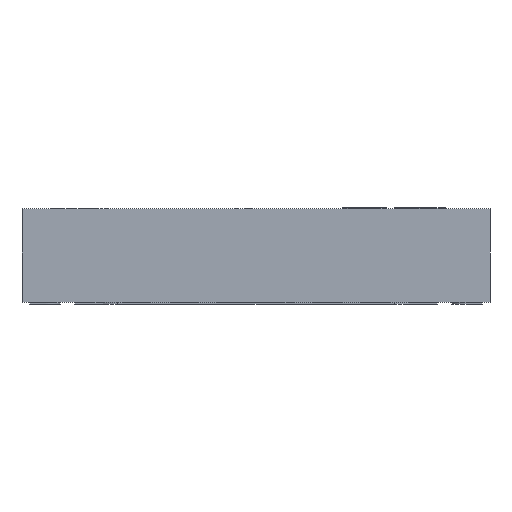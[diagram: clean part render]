
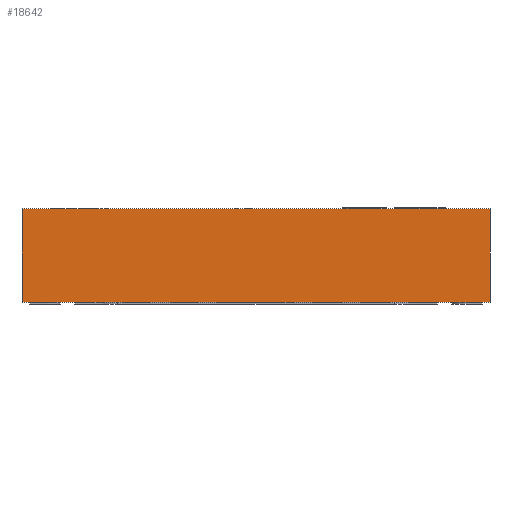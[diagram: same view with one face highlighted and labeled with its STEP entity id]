
A CAD part, front view. The second image highlights one B-rep face of the part: STEP entity #18642.
In plain terms, the highlighted planar face has unit normal (0, -1, 0).
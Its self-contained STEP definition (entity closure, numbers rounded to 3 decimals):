
#1413=FACE_OUTER_BOUND('',#2490,.T.);
#2490=EDGE_LOOP('',(#14828,#14829,#14830,#14831));
#3692=LINE('',#27542,#5591);
#3784=LINE('',#28014,#5683);
#3785=LINE('',#28017,#5684);
#4265=LINE('',#29466,#6164);
#5591=VECTOR('',#22863,1.);
#5683=VECTOR('',#23025,1.);
#5684=VECTOR('',#23028,1.);
#6164=VECTOR('',#24202,1.);
#7738=VERTEX_POINT('',#27535);
#7741=VERTEX_POINT('',#27540);
#7909=VERTEX_POINT('',#28010);
#7911=VERTEX_POINT('',#28016);
#9800=EDGE_CURVE('',#7741,#7738,#3692,.T.);
#9970=EDGE_CURVE('',#7738,#7909,#3784,.T.);
#9971=EDGE_CURVE('',#7911,#7909,#3785,.T.);
#10585=EDGE_CURVE('',#7741,#7911,#4265,.T.);
#14828=ORIENTED_EDGE('',*,*,#9971,.T.);
#14829=ORIENTED_EDGE('',*,*,#9970,.F.);
#14830=ORIENTED_EDGE('',*,*,#9800,.F.);
#14831=ORIENTED_EDGE('',*,*,#10585,.T.);
#16698=PLANE('',#20164);
#18642=ADVANCED_FACE('',(#1413),#16698,.F.);
#20164=AXIS2_PLACEMENT_3D('',#29465,#24200,#24201);
#22863=DIRECTION('',(1.,0.,0.));
#23025=DIRECTION('',(0.,0.,-1.));
#23028=DIRECTION('',(1.,0.,0.));
#24200=DIRECTION('center_axis',(0.,1.,0.));
#24201=DIRECTION('ref_axis',(0.,0.,1.));
#24202=DIRECTION('',(0.,0.,-1.));
#27535=CARTESIAN_POINT('',(2.5,-2.5,1.02));
#27540=CARTESIAN_POINT('',(-2.5,-2.5,1.02));
#27542=CARTESIAN_POINT('',(-2.5,-2.5,1.02));
#28010=CARTESIAN_POINT('',(2.5,-2.5,0.02));
#28014=CARTESIAN_POINT('',(2.5,-2.5,1.02));
#28016=CARTESIAN_POINT('',(-2.5,-2.5,0.02));
#28017=CARTESIAN_POINT('',(-2.5,-2.5,0.02));
#29465=CARTESIAN_POINT('Origin',(-2.5,-2.5,1.02));
#29466=CARTESIAN_POINT('',(-2.5,-2.5,1.02));
